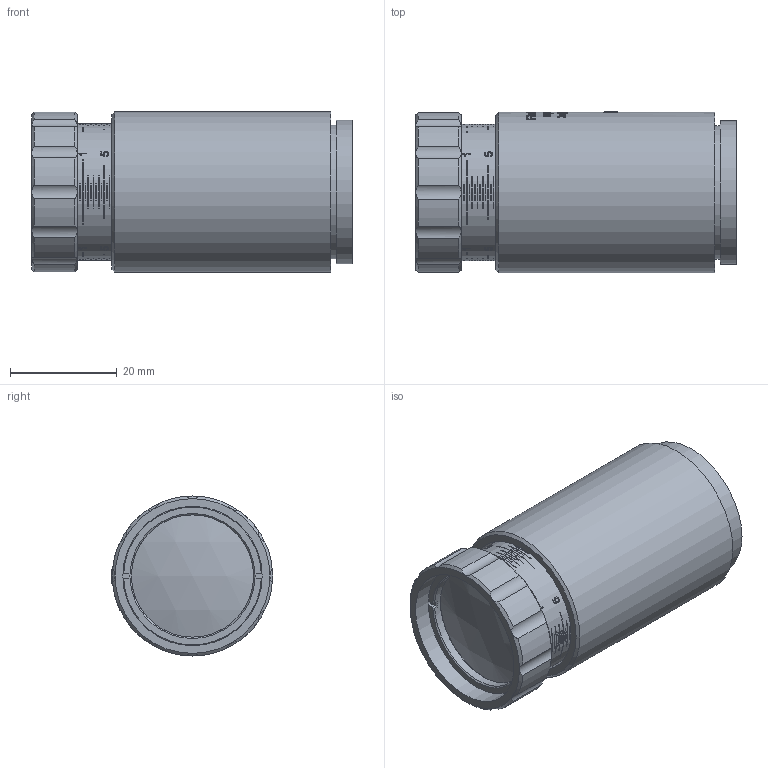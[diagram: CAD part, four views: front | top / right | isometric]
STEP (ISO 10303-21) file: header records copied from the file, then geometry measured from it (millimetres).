
FILE_DESCRIPTION(/* description */ (''),/* implementation_level */ '2;1');
FILE_NAME(/* name */ 'FEX3X-532 v2.1.step',/* time_stamp */ '2019-08-01T17:21:27+03:00',/* author */ (''),/* organization */ (''),/* preprocessor_version */ 'ST-DEVELOPER v18',/* originating_system */ 'Autodesk Translation Framework v8.2.0.1029',/* authorisation */ '');
FILE_SCHEMA (('AUTOMOTIVE_DESIGN { 1 0 10303 214 3 1 1 }'));
Length unit declared in the file: millimetre
Products named in the file (14): FEX3X-532; FEX50-01; FEX50-02; FEX50-03; FEX50-04; Fixed_BEx2 v1; Fixed_BEx2; NONE; NONE (1); FEX scale; Component2; FEX 2x@343 v1; Component16; FEX3X-515 v8_M3
Assembly tree (13 placements, depth 4):
  FEX3X-532
    FEX50-01
    FEX50-02
    FEX50-03
    FEX50-04
    Fixed_BEx2 v1
      Fixed_BEx2
        NONE
        NONE (1)
    FEX scale
      Component2
    FEX 2x@343 v1
      Component16
    FEX3X-515 v8_M3
Bounding box: 60 x 30.18 x 30 mm (x, y, z)
Volume: 20318.5 mm3; surface area: 20130.1 mm2
Topology: 141 solids, 141 shells, 1609 faces, 3932 edges, 2619 vertices
Faces by surface type: plane 648, bspline 587, cylinder 325, cone 47, sphere 2
Full cylindrical faces by diameter (mm): 2 x1, 2.35 x3, 2.529 x1, 3 x1, 11.5 x1, 12.7 x2, 20.5 x3, 22 x1, 22.911 x1, 23.5 x2, 24.5 x2, 25 x1, 25.4 x2, 25.5 x1, 26.088 x1, 26.283 x1, 26.289 x1, 26.876 x1, 26.908 x1, 27 x1, 28 x1, 30 x1
Entity records: 73527 total; most frequent: CARTESIAN_POINT 38506, ORIENTED_EDGE 7862, DIRECTION 5618, EDGE_CURVE 3931, VERTEX_POINT 2619, AXIS2_PLACEMENT_3D 1894, LINE 1830, VECTOR 1830
